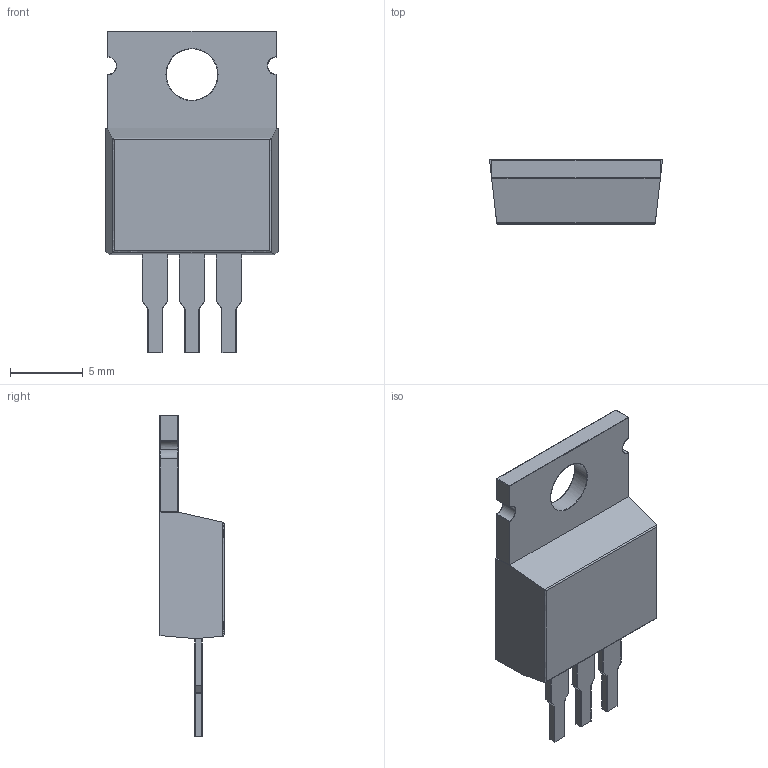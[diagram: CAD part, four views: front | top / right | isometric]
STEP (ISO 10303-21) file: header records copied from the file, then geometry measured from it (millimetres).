
FILE_DESCRIPTION(/* description */ (''),/* implementation_level */ '2;1');
FILE_NAME(/* name */ 'TOF23F~1',/* time_stamp */ '2014-12-12T14:10:28+01:00',/* author */ (''),/* organization */ (''),/* preprocessor_version */ 'ST-DEVELOPER v14',/* originating_system */ '',/* authorisation */ '');
FILE_SCHEMA (('AUTOMOTIVE_DESIGN'));
Length unit declared in the file: millimetre
Products named in the file (1): Document
Bounding box: 11.88 x 4.4 x 22.11 mm (x, y, z)
Volume: 515.4 mm3; surface area: 773.4 mm2
Topology: 5 solids, 5 shells, 212 faces, 462 edges, 260 vertices
Faces by surface type: bspline 145, plane 67
Entity records: 12773 total; most frequent: CARTESIAN_POINT 6736, B_SPLINE_CURVE_WITH_KNOTS 1177, ORIENTED_EDGE 924, PCURVE 924, DEFINITIONAL_REPRESENTATION 924, SURFACE_CURVE 462, EDGE_CURVE 462, VERTEX_POINT 260
